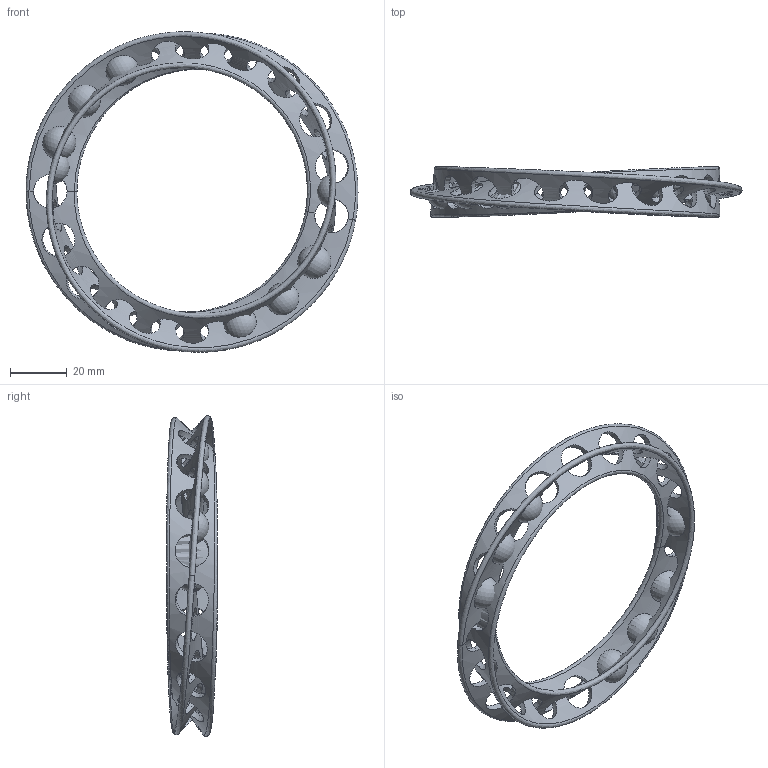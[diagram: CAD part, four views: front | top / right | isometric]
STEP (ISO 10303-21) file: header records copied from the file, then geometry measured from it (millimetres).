
FILE_DESCRIPTION(/* description */ (''),/* implementation_level */ '2;1');
FILE_NAME(/* name */ 'mobius ring v3.step',/* time_stamp */ '2021-07-23T21:04:09+02:00',/* author */ (''),/* organization */ (''),/* preprocessor_version */ 'ST-DEVELOPER v18.1',/* originating_system */ 'Autodesk Translation Framework v10.9.0.1377',/* authorisation */ '');
FILE_SCHEMA (('AUTOMOTIVE_DESIGN { 1 0 10303 214 3 1 1 }'));
Length unit declared in the file: millimetre
Products named in the file (1): mobius ring
Bounding box: 117.16 x 18 x 113.09 mm (x, y, z)
Volume: 22767 mm3; surface area: 21593 mm2
Topology: 2 solids, 2 shells, 54 faces, 332 edges, 234 vertices
Faces by surface type: sphere 38, plane 8, bspline 8
Entity records: 8934 total; most frequent: CARTESIAN_POINT 6737, ORIENTED_EDGE 520, DIRECTION 294, EDGE_CURVE 260, VERTEX_POINT 234, EDGE_LOOP 156, B_SPLINE_CURVE_WITH_KNOTS 152, AXIS2_PLACEMENT_3D 139
